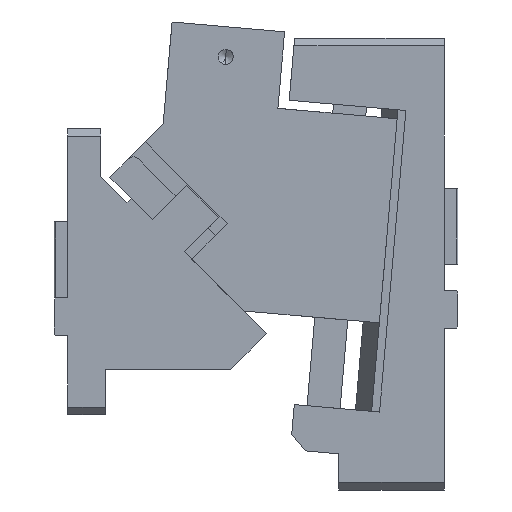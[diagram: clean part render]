
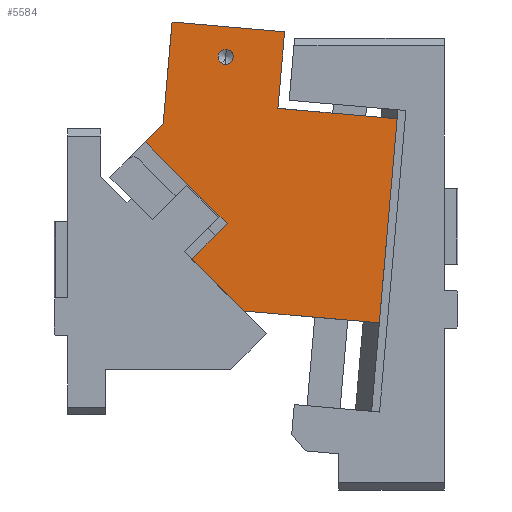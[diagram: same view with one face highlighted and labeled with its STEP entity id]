
A CAD part, left-side view. The second image highlights one B-rep face of the part: STEP entity #5584.
In plain terms, the highlighted planar face has unit normal (-1, 0, 0).
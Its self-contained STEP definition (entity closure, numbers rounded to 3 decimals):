
#5089=CARTESIAN_POINT('Vertex',(-25.,24.165,-154.143)) ;
#5092=CARTESIAN_POINT('Line Origine',(-25.,12.497,-142.476)) ;
#5096=CARTESIAN_POINT('Vertex',(-25.,0.83,-130.809)) ;
#5401=CARTESIAN_POINT('Vertex',(-25.,-100.257,-196.486)) ;
#5404=CARTESIAN_POINT('Line Origine',(-25.,-55.282,-192.551)) ;
#5408=CARTESIAN_POINT('Vertex',(-25.,-10.308,-188.616)) ;
#5461=CARTESIAN_POINT('Axis2P3D Location',(-25.,52.919,-59.861)) ;
#5466=CARTESIAN_POINT('Line Origine',(-25.,6.928,-171.38)) ;
#5471=CARTESIAN_POINT('Line Origine',(-25.,-106.183,-128.744)) ;
#5475=CARTESIAN_POINT('Vertex',(-25.,-112.11,-61.003)) ;
#5478=CARTESIAN_POINT('Line Origine',(-25.,-72.511,-57.539)) ;
#5482=CARTESIAN_POINT('Vertex',(-25.,-32.912,-54.074)) ;
#5485=CARTESIAN_POINT('Line Origine',(-25.,-35.135,-28.671)) ;
#5489=CARTESIAN_POINT('Vertex',(-25.,-37.357,-3.268)) ;
#5492=CARTESIAN_POINT('Line Origine',(-25.,0.,0.)) ;
#5496=CARTESIAN_POINT('Vertex',(-25.,37.357,3.268)) ;
#5499=CARTESIAN_POINT('Line Origine',(-25.,40.316,-30.545)) ;
#5503=CARTESIAN_POINT('Vertex',(-25.,43.274,-64.358)) ;
#5506=CARTESIAN_POINT('Line Origine',(-25.,49.276,-70.36)) ;
#5510=CARTESIAN_POINT('Vertex',(-25.,55.277,-76.362)) ;
#5513=CARTESIAN_POINT('Line Origine',(-25.,28.054,-103.585)) ;
#5531=CARTESIAN_POINT('Control Point',(-25.,1.307,-14.943)) ;
#5532=CARTESIAN_POINT('Control Point',(-25.,1.853,-14.895)) ;
#5533=CARTESIAN_POINT('Control Point',(-25.,2.405,-14.922)) ;
#5534=CARTESIAN_POINT('Control Point',(-25.,2.95,-15.025)) ;
#5535=CARTESIAN_POINT('Control Point',(-25.,3.998,-15.377)) ;
#5536=CARTESIAN_POINT('Control Point',(-25.,4.913,-15.999)) ;
#5537=CARTESIAN_POINT('Control Point',(-25.,5.325,-16.37)) ;
#5538=CARTESIAN_POINT('Control Point',(-25.,6.036,-17.217)) ;
#5539=CARTESIAN_POINT('Control Point',(-25.,6.493,-18.223)) ;
#5540=CARTESIAN_POINT('Control Point',(-25.,6.651,-18.755)) ;
#5541=CARTESIAN_POINT('Control Point',(-25.,6.818,-19.848)) ;
#5542=CARTESIAN_POINT('Control Point',(-25.,6.684,-20.946)) ;
#5543=CARTESIAN_POINT('Control Point',(-25.,6.542,-21.482)) ;
#5544=CARTESIAN_POINT('Control Point',(-25.,6.115,-22.502)) ;
#5545=CARTESIAN_POINT('Control Point',(-25.,5.429,-23.369)) ;
#5546=CARTESIAN_POINT('Control Point',(-25.,5.028,-23.753)) ;
#5547=CARTESIAN_POINT('Control Point',(-25.,4.251,-24.315)) ;
#5548=CARTESIAN_POINT('Control Point',(-25.,3.367,-24.679)) ;
#5549=CARTESIAN_POINT('Control Point',(-25.,2.978,-24.794)) ;
#5550=CARTESIAN_POINT('Control Point',(-25.,2.58,-24.87)) ;
#5551=CARTESIAN_POINT('Control Point',(-25.,2.179,-24.905)) ;
#5552=CARTESIAN_POINT('Vertex',(-25.,1.307,-14.943)) ;
#5554=CARTESIAN_POINT('Vertex',(-25.,2.179,-24.905)) ;
#5558=CARTESIAN_POINT('Control Point',(-25.,2.179,-24.905)) ;
#5559=CARTESIAN_POINT('Control Point',(-25.,1.633,-24.953)) ;
#5560=CARTESIAN_POINT('Control Point',(-25.,1.081,-24.926)) ;
#5561=CARTESIAN_POINT('Control Point',(-25.,0.536,-24.823)) ;
#5562=CARTESIAN_POINT('Control Point',(-25.,-0.512,-24.47)) ;
#5563=CARTESIAN_POINT('Control Point',(-25.,-1.427,-23.849)) ;
#5564=CARTESIAN_POINT('Control Point',(-25.,-1.838,-23.477)) ;
#5565=CARTESIAN_POINT('Control Point',(-25.,-2.55,-22.631)) ;
#5566=CARTESIAN_POINT('Control Point',(-25.,-3.007,-21.624)) ;
#5567=CARTESIAN_POINT('Control Point',(-25.,-3.165,-21.093)) ;
#5568=CARTESIAN_POINT('Control Point',(-25.,-3.331,-20.)) ;
#5569=CARTESIAN_POINT('Control Point',(-25.,-3.198,-18.902)) ;
#5570=CARTESIAN_POINT('Control Point',(-25.,-3.056,-18.366)) ;
#5571=CARTESIAN_POINT('Control Point',(-25.,-2.628,-17.346)) ;
#5572=CARTESIAN_POINT('Control Point',(-25.,-1.943,-16.479)) ;
#5573=CARTESIAN_POINT('Control Point',(-25.,-1.542,-16.095)) ;
#5574=CARTESIAN_POINT('Control Point',(-25.,-0.765,-15.532)) ;
#5575=CARTESIAN_POINT('Control Point',(-25.,0.119,-15.169)) ;
#5576=CARTESIAN_POINT('Control Point',(-25.,0.508,-15.054)) ;
#5577=CARTESIAN_POINT('Control Point',(-25.,0.906,-14.978)) ;
#5578=CARTESIAN_POINT('Control Point',(-25.,1.307,-14.943)) ;
#5093=DIRECTION('Vector Direction',(0.,0.707,-0.707)) ;
#5405=DIRECTION('Vector Direction',(0.,0.996,0.087)) ;
#5462=DIRECTION('Axis2P3D Direction',(1.,-0.,0.)) ;
#5463=DIRECTION('Axis2P3D XDirection',(0.,0.087,-0.996)) ;
#5467=DIRECTION('Vector Direction',(0.,-0.707,-0.707)) ;
#5472=DIRECTION('Vector Direction',(0.,0.087,-0.996)) ;
#5479=DIRECTION('Vector Direction',(0.,-0.996,-0.087)) ;
#5486=DIRECTION('Vector Direction',(0.,0.087,-0.996)) ;
#5493=DIRECTION('Vector Direction',(0.,-0.996,-0.087)) ;
#5500=DIRECTION('Vector Direction',(0.,-0.087,0.996)) ;
#5507=DIRECTION('Vector Direction',(0.,-0.707,0.707)) ;
#5514=DIRECTION('Vector Direction',(0.,0.707,0.707)) ;
#5464=AXIS2_PLACEMENT_3D('Plane Axis2P3D',#5461,#5462,#5463) ;
#5519=ORIENTED_EDGE('',*,*,#5470,.T.) ;
#5520=ORIENTED_EDGE('',*,*,#5410,.F.) ;
#5521=ORIENTED_EDGE('',*,*,#5477,.F.) ;
#5522=ORIENTED_EDGE('',*,*,#5484,.F.) ;
#5523=ORIENTED_EDGE('',*,*,#5491,.F.) ;
#5524=ORIENTED_EDGE('',*,*,#5498,.F.) ;
#5525=ORIENTED_EDGE('',*,*,#5505,.F.) ;
#5526=ORIENTED_EDGE('',*,*,#5512,.F.) ;
#5527=ORIENTED_EDGE('',*,*,#5517,.F.) ;
#5528=ORIENTED_EDGE('',*,*,#5098,.T.) ;
#5581=ORIENTED_EDGE('',*,*,#5556,.F.) ;
#5582=ORIENTED_EDGE('',*,*,#5579,.F.) ;
#5583=FACE_BOUND('',#5580,.T.) ;
#5094=VECTOR('Line Direction',#5093,1.) ;
#5406=VECTOR('Line Direction',#5405,1.) ;
#5468=VECTOR('Line Direction',#5467,1.) ;
#5473=VECTOR('Line Direction',#5472,1.) ;
#5480=VECTOR('Line Direction',#5479,1.) ;
#5487=VECTOR('Line Direction',#5486,1.) ;
#5494=VECTOR('Line Direction',#5493,1.) ;
#5501=VECTOR('Line Direction',#5500,1.) ;
#5508=VECTOR('Line Direction',#5507,1.) ;
#5515=VECTOR('Line Direction',#5514,1.) ;
#5584=ADVANCED_FACE('CAM SLIDER',(#5529,#5583),#5465,.F.) ;
#5530=B_SPLINE_CURVE_WITH_KNOTS('',5,(#5531,#5532,#5533,#5534,#5535,#5536,#5537,#5538,#5539,#5540,#5541,#5542,#5543,#5544,#5545,#5546,#5547,#5548,#5549,#5550,#5551),.UNSPECIFIED.,.F.,.U.,(6,3,3,3,3,3,6),(0.,3.884,7.768,11.653,15.537,19.421,22.279),.UNSPECIFIED.) ;
#5557=B_SPLINE_CURVE_WITH_KNOTS('',5,(#5558,#5559,#5560,#5561,#5562,#5563,#5564,#5565,#5566,#5567,#5568,#5569,#5570,#5571,#5572,#5573,#5574,#5575,#5576,#5577,#5578),.UNSPECIFIED.,.F.,.U.,(6,3,3,3,3,3,6),(0.,3.884,7.768,11.653,15.537,19.421,22.279),.UNSPECIFIED.) ;
#5098=EDGE_CURVE('',#5097,#5090,#5095,.T.) ;
#5410=EDGE_CURVE('',#5402,#5409,#5407,.T.) ;
#5470=EDGE_CURVE('',#5090,#5409,#5469,.T.) ;
#5477=EDGE_CURVE('',#5476,#5402,#5474,.T.) ;
#5484=EDGE_CURVE('',#5483,#5476,#5481,.T.) ;
#5491=EDGE_CURVE('',#5490,#5483,#5488,.T.) ;
#5498=EDGE_CURVE('',#5497,#5490,#5495,.T.) ;
#5505=EDGE_CURVE('',#5504,#5497,#5502,.T.) ;
#5512=EDGE_CURVE('',#5511,#5504,#5509,.T.) ;
#5517=EDGE_CURVE('',#5097,#5511,#5516,.T.) ;
#5556=EDGE_CURVE('',#5553,#5555,#5530,.T.) ;
#5579=EDGE_CURVE('',#5555,#5553,#5557,.T.) ;
#5518=EDGE_LOOP('',(#5519,#5520,#5521,#5522,#5523,#5524,#5525,#5526,#5527,#5528)) ;
#5580=EDGE_LOOP('',(#5581,#5582)) ;
#5529=FACE_OUTER_BOUND('',#5518,.T.) ;
#5095=LINE('Line',#5092,#5094) ;
#5407=LINE('Line',#5404,#5406) ;
#5469=LINE('Line',#5466,#5468) ;
#5474=LINE('Line',#5471,#5473) ;
#5481=LINE('Line',#5478,#5480) ;
#5488=LINE('Line',#5485,#5487) ;
#5495=LINE('Line',#5492,#5494) ;
#5502=LINE('Line',#5499,#5501) ;
#5509=LINE('Line',#5506,#5508) ;
#5516=LINE('Line',#5513,#5515) ;
#5465=PLANE('Plane',#5464) ;
#5090=VERTEX_POINT('',#5089) ;
#5097=VERTEX_POINT('',#5096) ;
#5402=VERTEX_POINT('',#5401) ;
#5409=VERTEX_POINT('',#5408) ;
#5476=VERTEX_POINT('',#5475) ;
#5483=VERTEX_POINT('',#5482) ;
#5490=VERTEX_POINT('',#5489) ;
#5497=VERTEX_POINT('',#5496) ;
#5504=VERTEX_POINT('',#5503) ;
#5511=VERTEX_POINT('',#5510) ;
#5553=VERTEX_POINT('',#5552) ;
#5555=VERTEX_POINT('',#5554) ;
